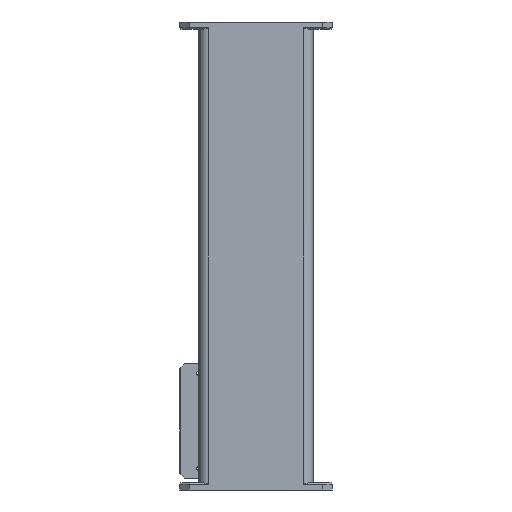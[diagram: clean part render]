
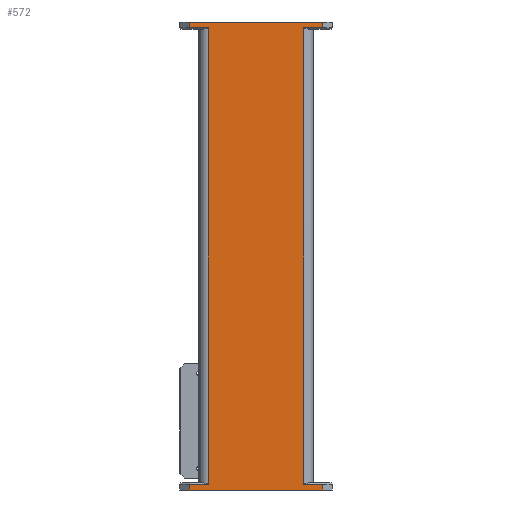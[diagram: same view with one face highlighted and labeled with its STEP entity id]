
A CAD part, left-side view. The second image highlights one B-rep face of the part: STEP entity #572.
In plain terms, the highlighted planar face has unit normal (-1, 0, 0).
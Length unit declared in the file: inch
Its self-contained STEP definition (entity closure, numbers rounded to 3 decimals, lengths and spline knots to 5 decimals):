
#306 = EDGE_CURVE ( 'NONE', #771, #724, #4136, .T. ) ;
#317 = EDGE_CURVE ( 'NONE', #732, #712, #4146, .T. ) ;
#318 = EDGE_CURVE ( 'NONE', #726, #712, #3686, .T. ) ;
#323 = EDGE_CURVE ( 'NONE', #717, #726, #3659, .T. ) ;
#330 = EDGE_CURVE ( 'NONE', #791, #784, #3663, .T. ) ;
#331 = EDGE_CURVE ( 'NONE', #732, #791, #3649, .T. ) ;
#401 = EDGE_CURVE ( 'NONE', #771, #784, #3535, .T. ) ;
#410 = EDGE_CURVE ( 'NONE', #766, #745, #3436, .T. ) ;
#413 = EDGE_CURVE ( 'NONE', #745, #717, #3422, .T. ) ;
#424 = EDGE_CURVE ( 'NONE', #793, #766, #3337, .T. ) ;
#425 = EDGE_CURVE ( 'NONE', #723, #793, #3374, .T. ) ;
#428 = EDGE_CURVE ( 'NONE', #724, #723, #3357, .T. ) ;
#572 = ADVANCED_FACE ( 'NONE', ( #3391 ), #2092, .F. ) ;
#712 = VERTEX_POINT ( 'NONE', #3264 ) ;
#717 = VERTEX_POINT ( 'NONE', #3273 ) ;
#723 = VERTEX_POINT ( 'NONE', #3279 ) ;
#724 = VERTEX_POINT ( 'NONE', #3282 ) ;
#726 = VERTEX_POINT ( 'NONE', #3285 ) ;
#732 = VERTEX_POINT ( 'NONE', #3295 ) ;
#745 = VERTEX_POINT ( 'NONE', #3318 ) ;
#766 = VERTEX_POINT ( 'NONE', #4245 ) ;
#771 = VERTEX_POINT ( 'NONE', #4382 ) ;
#784 = VERTEX_POINT ( 'NONE', #4386 ) ;
#791 = VERTEX_POINT ( 'NONE', #4381 ) ;
#793 = VERTEX_POINT ( 'NONE', #4380 ) ;
#1004 = AXIS2_PLACEMENT_3D ( 'NONE', #2049, #2113, #2118 ) ;
#1245 = ORIENTED_EDGE ( 'NONE', *, *, #317, .F. ) ;
#1263 = ORIENTED_EDGE ( 'NONE', *, *, #323, .T. ) ;
#1266 = ORIENTED_EDGE ( 'NONE', *, *, #318, .T. ) ;
#1272 = ORIENTED_EDGE ( 'NONE', *, *, #428, .T. ) ;
#1275 = ORIENTED_EDGE ( 'NONE', *, *, #413, .T. ) ;
#1422 = CARTESIAN_POINT ( 'NONE',  ( -6., -8., 0. ) ) ;
#1446 = CARTESIAN_POINT ( 'NONE',  ( -6., 7., 0.75 ) ) ;
#1447 = DIRECTION ( 'NONE',  ( 0., 0., -1. ) ) ;
#1464 = DIRECTION ( 'NONE',  ( 0., -1., 0. ) ) ;
#1474 = ORIENTED_EDGE ( 'NONE', *, *, #331, .T. ) ;
#1488 = ORIENTED_EDGE ( 'NONE', *, *, #410, .T. ) ;
#1499 = ORIENTED_EDGE ( 'NONE', *, *, #425, .T. ) ;
#1512 = ORIENTED_EDGE ( 'NONE', *, *, #424, .T. ) ;
#1519 = ORIENTED_EDGE ( 'NONE', *, *, #401, .F. ) ;
#1568 = CARTESIAN_POINT ( 'NONE',  ( -6., -8., 0.625 ) ) ;
#1574 = DIRECTION ( 'NONE',  ( 0., 1., 0. ) ) ;
#1580 = CARTESIAN_POINT ( 'NONE',  ( -6., 5., 48.375 ) ) ;
#1582 = DIRECTION ( 'NONE',  ( 0., 0., -1. ) ) ;
#1610 = CARTESIAN_POINT ( 'NONE',  ( -6., -8., 48.5 ) ) ;
#1612 = DIRECTION ( 'NONE',  ( 0., -1., 0. ) ) ;
#1894 = DIRECTION ( 'NONE',  ( 0., -1., 0. ) ) ;
#1901 = CARTESIAN_POINT ( 'NONE',  ( -6., -8., 48.5 ) ) ;
#1912 = DIRECTION ( 'NONE',  ( 0., 0., 1. ) ) ;
#1920 = CARTESIAN_POINT ( 'NONE',  ( -6., -7., 0.75 ) ) ;
#2049 = CARTESIAN_POINT ( 'NONE',  ( -6., -8., 0.75 ) ) ;
#2067 = DIRECTION ( 'NONE',  ( 0., 0., 1. ) ) ;
#2074 = CARTESIAN_POINT ( 'NONE',  ( -6., -7., 0.75 ) ) ;
#2092 = PLANE ( 'NONE',  #1004 ) ;
#2113 = DIRECTION ( 'NONE',  ( 1., 0., 0. ) ) ;
#2118 = DIRECTION ( 'NONE',  ( 0., 0., -1. ) ) ;
#2163 = DIRECTION ( 'NONE',  ( 0., 1., 0. ) ) ;
#2170 = CARTESIAN_POINT ( 'NONE',  ( -6., -8., 0.625 ) ) ;
#2173 = ORIENTED_EDGE ( 'NONE', *, *, #330, .T. ) ;
#2190 = CARTESIAN_POINT ( 'NONE',  ( -6., -5., 48.375 ) ) ;
#2195 = DIRECTION ( 'NONE',  ( 0., 0., -1. ) ) ;
#2287 = DIRECTION ( 'NONE',  ( 0., 0., -1. ) ) ;
#2293 = CARTESIAN_POINT ( 'NONE',  ( -6., 7., 0.75 ) ) ;
#2325 = DIRECTION ( 'NONE',  ( 0., -1., 0. ) ) ;
#2328 = CARTESIAN_POINT ( 'NONE',  ( -6., 8., 49.125 ) ) ;
#2817 = EDGE_LOOP ( 'NONE', ( #1263, #1266, #1245, #1474, #2173, #1519, #3085, #1272, #1499, #1512, #1488, #1275 ) ) ;
#3085 = ORIENTED_EDGE ( 'NONE', *, *, #306, .T. ) ;
#3264 = CARTESIAN_POINT ( 'NONE',  ( -6., -5., 0.625 ) ) ;
#3273 = CARTESIAN_POINT ( 'NONE',  ( -6., -7., 0. ) ) ;
#3279 = CARTESIAN_POINT ( 'NONE',  ( -6., 5., 48.5 ) ) ;
#3282 = CARTESIAN_POINT ( 'NONE',  ( -6., 7., 48.5 ) ) ;
#3285 = CARTESIAN_POINT ( 'NONE',  ( -6., -7., 0.625 ) ) ;
#3295 = CARTESIAN_POINT ( 'NONE',  ( -6., -5., 48.5 ) ) ;
#3318 = CARTESIAN_POINT ( 'NONE',  ( -6., 7., 0. ) ) ;
#3337 = LINE ( 'NONE', #1568, #3377 ) ;
#3354 = VECTOR ( 'NONE', #1612, 39.37008 ) ;
#3357 = LINE ( 'NONE', #1610, #3354 ) ;
#3371 = VECTOR ( 'NONE', #1582, 39.37008 ) ;
#3374 = LINE ( 'NONE', #1580, #3371 ) ;
#3377 = VECTOR ( 'NONE', #1574, 39.37008 ) ;
#3391 = FACE_OUTER_BOUND ( 'NONE', #2817, .T. ) ;
#3407 = VECTOR ( 'NONE', #1464, 39.37008 ) ;
#3422 = LINE ( 'NONE', #1422, #3407 ) ;
#3428 = VECTOR ( 'NONE', #1447, 39.37008 ) ;
#3436 = LINE ( 'NONE', #1446, #3428 ) ;
#3535 = LINE ( 'NONE', #2328, #3542 ) ;
#3542 = VECTOR ( 'NONE', #2325, 39.37008 ) ;
#3648 = VECTOR ( 'NONE', #1894, 39.37008 ) ;
#3649 = LINE ( 'NONE', #1901, #3648 ) ;
#3650 = VECTOR ( 'NONE', #1912, 39.37008 ) ;
#3655 = VECTOR ( 'NONE', #2067, 39.37008 ) ;
#3659 = LINE ( 'NONE', #2074, #3655 ) ;
#3663 = LINE ( 'NONE', #1920, #3650 ) ;
#3673 = VECTOR ( 'NONE', #2195, 39.37008 ) ;
#3685 = VECTOR ( 'NONE', #2163, 39.37008 ) ;
#3686 = LINE ( 'NONE', #2170, #3685 ) ;
#4136 = LINE ( 'NONE', #2293, #4137 ) ;
#4137 = VECTOR ( 'NONE', #2287, 39.37008 ) ;
#4146 = LINE ( 'NONE', #2190, #3673 ) ;
#4245 = CARTESIAN_POINT ( 'NONE',  ( -6., 7., 0.625 ) ) ;
#4380 = CARTESIAN_POINT ( 'NONE',  ( -6., 5., 0.625 ) ) ;
#4381 = CARTESIAN_POINT ( 'NONE',  ( -6., -7., 48.5 ) ) ;
#4382 = CARTESIAN_POINT ( 'NONE',  ( -6., 7., 49.125 ) ) ;
#4386 = CARTESIAN_POINT ( 'NONE',  ( -6., -7., 49.125 ) ) ;
